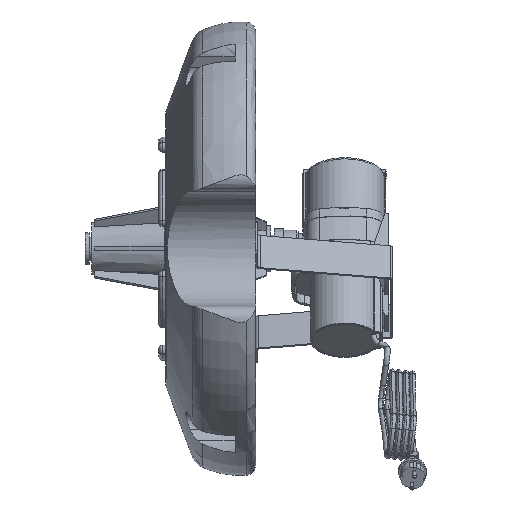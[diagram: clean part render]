
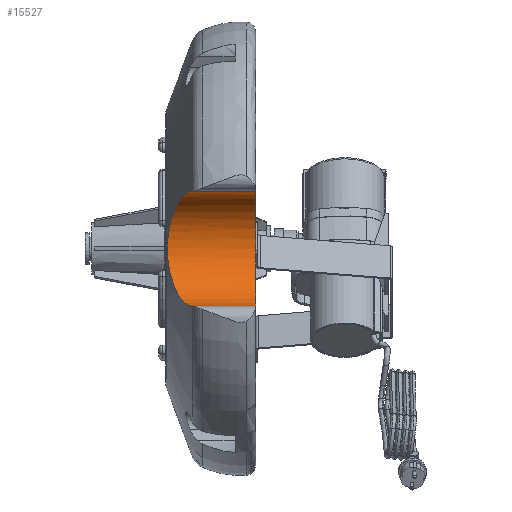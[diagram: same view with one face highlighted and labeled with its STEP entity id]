
A CAD part, left-side view. The second image highlights one B-rep face of the part: STEP entity #15527.
In plain terms, the highlighted cylindrical face has radius 85 mm (diameter 170 mm), a partial arc.
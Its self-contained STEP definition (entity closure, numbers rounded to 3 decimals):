
#732=B_SPLINE_CURVE_WITH_KNOTS('',3,(#27395,#27396,#27397,#27398,#27399,
#27400,#27401,#27402,#27403,#27404,#27405,#27406,#27407,#27408,#27409,#27410,
#27411,#27412,#27413,#27414,#27415,#27416,#27417,#27418,#27419,#27420,#27421,
#27422,#27423,#27424,#27425,#27426,#27427,#27428,#27429,#27430,#27431,#27432,
#27433,#27434,#27435,#27436),.UNSPECIFIED.,.F.,.F.,(4,2,2,2,2,2,2,2,2,2,
2,2,2,2,2,2,2,2,2,2,4),(3.073,4.206,5.608,
7.004,8.399,9.794,11.189,12.472,
13.754,15.037,16.32,17.603,18.885,
20.168,21.451,22.846,24.241,25.636,
27.031,28.434,29.567),.UNSPECIFIED.);
#1340=CIRCLE('',#16452,85.);
#1790=CYLINDRICAL_SURFACE('',#16760,85.);
#2485=FACE_OUTER_BOUND('',#3410,.T.);
#3410=EDGE_LOOP('',(#12856,#12857,#12858,#12859));
#4407=LINE('',#27389,#5335);
#4408=LINE('',#27437,#5336);
#5335=VECTOR('',#19864,94.272);
#5336=VECTOR('',#19867,94.272);
#6448=VERTEX_POINT('',#25502);
#6449=VERTEX_POINT('',#25504);
#6724=VERTEX_POINT('',#27388);
#6725=VERTEX_POINT('',#27394);
#8416=EDGE_CURVE('',#6448,#6449,#1340,.T.);
#8832=EDGE_CURVE('',#6449,#6724,#4407,.T.);
#8834=EDGE_CURVE('',#6724,#6725,#732,.T.);
#8835=EDGE_CURVE('',#6448,#6725,#4408,.T.);
#12856=ORIENTED_EDGE('',*,*,#8834,.F.);
#12857=ORIENTED_EDGE('',*,*,#8832,.F.);
#12858=ORIENTED_EDGE('',*,*,#8416,.F.);
#12859=ORIENTED_EDGE('',*,*,#8835,.T.);
#15527=ADVANCED_FACE('',(#2485),#1790,.F.);
#16452=AXIS2_PLACEMENT_3D('',#25505,#19072,#19073);
#16760=AXIS2_PLACEMENT_3D('',#27393,#19865,#19866);
#19072=DIRECTION('center_axis',(0.,1.,0.));
#19073=DIRECTION('ref_axis',(0.,0.,1.));
#19864=DIRECTION('',(0.,1.,0.));
#19865=DIRECTION('center_axis',(0.,1.,0.));
#19866=DIRECTION('ref_axis',(0.,0.,1.));
#19867=DIRECTION('',(0.,1.,0.));
#25502=CARTESIAN_POINT('',(-293.5,0.,85.));
#25504=CARTESIAN_POINT('',(-293.5,0.,-85.));
#25505=CARTESIAN_POINT('Origin',(-293.5,0.,0.));
#27388=CARTESIAN_POINT('',(-293.5,94.272,-85.));
#27389=CARTESIAN_POINT('',(-293.5,0.,-85.));
#27393=CARTESIAN_POINT('Origin',(-293.5,0.,0.));
#27394=CARTESIAN_POINT('',(-293.5,94.272,85.));
#27395=CARTESIAN_POINT('Ctrl Pts',(-293.5,94.272,-85.));
#27396=CARTESIAN_POINT('Ctrl Pts',(-289.673,95.642,-85.));
#27397=CARTESIAN_POINT('Ctrl Pts',(-285.861,97.03,-84.739));
#27398=CARTESIAN_POINT('Ctrl Pts',(-277.538,100.12,-83.617));
#27399=CARTESIAN_POINT('Ctrl Pts',(-273.075,101.818,-82.626));
#27400=CARTESIAN_POINT('Ctrl Pts',(-264.712,105.072,-80.095));
#27401=CARTESIAN_POINT('Ctrl Pts',(-260.469,106.762,-78.456));
#27402=CARTESIAN_POINT('Ctrl Pts',(-252.158,110.159,-74.412));
#27403=CARTESIAN_POINT('Ctrl Pts',(-248.09,111.866,-72.008));
#27404=CARTESIAN_POINT('Ctrl Pts',(-240.396,115.179,-66.537));
#27405=CARTESIAN_POINT('Ctrl Pts',(-236.766,116.787,-63.468));
#27406=CARTESIAN_POINT('Ctrl Pts',(-230.14,119.791,-56.855));
#27407=CARTESIAN_POINT('Ctrl Pts',(-227.145,121.187,-53.311));
#27408=CARTESIAN_POINT('Ctrl Pts',(-222.119,123.577,-46.332));
#27409=CARTESIAN_POINT('Ctrl Pts',(-219.846,124.681,-42.655));
#27410=CARTESIAN_POINT('Ctrl Pts',(-215.827,126.666,-34.806));
#27411=CARTESIAN_POINT('Ctrl Pts',(-214.082,127.547,-30.633));
#27412=CARTESIAN_POINT('Ctrl Pts',(-211.278,128.977,-22.024));
#27413=CARTESIAN_POINT('Ctrl Pts',(-210.217,129.527,-17.583));
#27414=CARTESIAN_POINT('Ctrl Pts',(-208.828,130.251,-8.709));
#27415=CARTESIAN_POINT('Ctrl Pts',(-208.5,130.424,-4.276));
#27416=CARTESIAN_POINT('Ctrl Pts',(-208.5,130.424,4.276));
#27417=CARTESIAN_POINT('Ctrl Pts',(-208.828,130.251,8.709));
#27418=CARTESIAN_POINT('Ctrl Pts',(-210.217,129.527,17.583));
#27419=CARTESIAN_POINT('Ctrl Pts',(-211.278,128.977,22.024));
#27420=CARTESIAN_POINT('Ctrl Pts',(-214.082,127.547,30.633));
#27421=CARTESIAN_POINT('Ctrl Pts',(-215.827,126.666,34.806));
#27422=CARTESIAN_POINT('Ctrl Pts',(-219.846,124.681,42.655));
#27423=CARTESIAN_POINT('Ctrl Pts',(-222.119,123.577,46.332));
#27424=CARTESIAN_POINT('Ctrl Pts',(-227.145,121.187,53.311));
#27425=CARTESIAN_POINT('Ctrl Pts',(-230.14,119.791,56.855));
#27426=CARTESIAN_POINT('Ctrl Pts',(-236.766,116.787,63.468));
#27427=CARTESIAN_POINT('Ctrl Pts',(-240.396,115.179,66.537));
#27428=CARTESIAN_POINT('Ctrl Pts',(-248.09,111.866,72.008));
#27429=CARTESIAN_POINT('Ctrl Pts',(-252.158,110.159,74.412));
#27430=CARTESIAN_POINT('Ctrl Pts',(-260.469,106.762,78.456));
#27431=CARTESIAN_POINT('Ctrl Pts',(-264.712,105.072,80.095));
#27432=CARTESIAN_POINT('Ctrl Pts',(-273.075,101.818,82.626));
#27433=CARTESIAN_POINT('Ctrl Pts',(-277.538,100.12,83.617));
#27434=CARTESIAN_POINT('Ctrl Pts',(-285.861,97.03,84.739));
#27435=CARTESIAN_POINT('Ctrl Pts',(-289.673,95.642,85.));
#27436=CARTESIAN_POINT('Ctrl Pts',(-293.5,94.272,85.));
#27437=CARTESIAN_POINT('',(-293.5,0.,85.));
